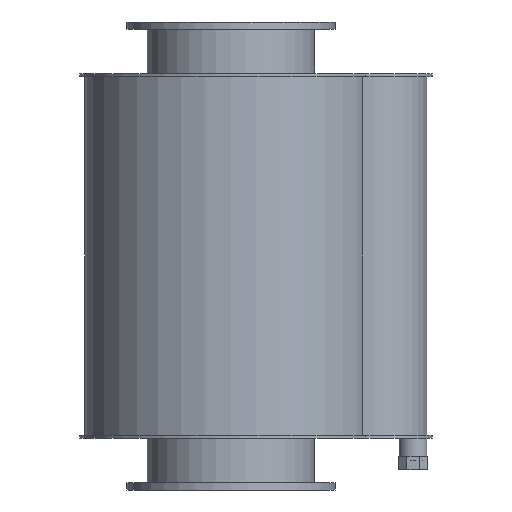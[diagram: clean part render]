
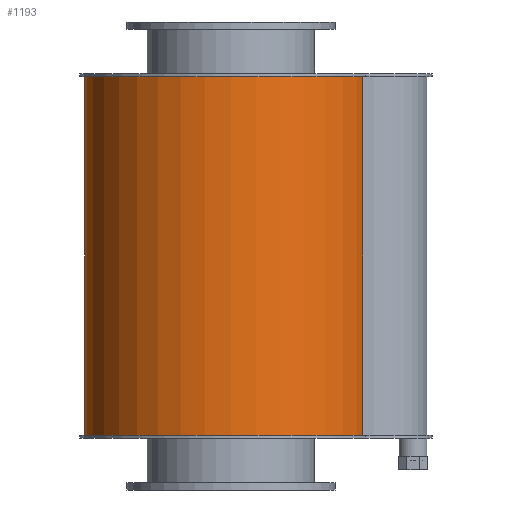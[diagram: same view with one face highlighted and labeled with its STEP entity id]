
A CAD part, left-side view. The second image highlights one B-rep face of the part: STEP entity #1193.
In plain terms, the highlighted cylindrical face has radius 400 mm (diameter 800 mm), a full revolution.
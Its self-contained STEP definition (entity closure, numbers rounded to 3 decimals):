
#240=FACE_BOUND('',#493,.T.);
#315=FACE_OUTER_BOUND('',#492,.T.);
#492=EDGE_LOOP('',(#1070));
#493=EDGE_LOOP('',(#1071));
#586=CIRCLE('',#1368,400.);
#587=CIRCLE('',#1369,400.);
#696=VERTEX_POINT('',#2046);
#697=VERTEX_POINT('',#2048);
#822=EDGE_CURVE('',#696,#696,#586,.T.);
#823=EDGE_CURVE('',#697,#697,#587,.T.);
#1070=ORIENTED_EDGE('',*,*,#822,.T.);
#1071=ORIENTED_EDGE('',*,*,#823,.F.);
#1120=CYLINDRICAL_SURFACE('',#1367,400.);
#1193=ADVANCED_FACE('',(#315,#240),#1120,.T.);
#1367=AXIS2_PLACEMENT_3D('',#2045,#1730,#1731);
#1368=AXIS2_PLACEMENT_3D('',#2047,#1732,#1733);
#1369=AXIS2_PLACEMENT_3D('',#2049,#1734,#1735);
#1730=DIRECTION('center_axis',(0.,0.,1.));
#1731=DIRECTION('ref_axis',(-1.,0.,0.));
#1732=DIRECTION('center_axis',(0.,0.,-1.));
#1733=DIRECTION('ref_axis',(-1.,0.,0.));
#1734=DIRECTION('center_axis',(0.,0.,-1.));
#1735=DIRECTION('ref_axis',(-1.,0.,0.));
#2045=CARTESIAN_POINT('Origin',(0.,0.,0.));
#2046=CARTESIAN_POINT('',(400.,0.,980.));
#2047=CARTESIAN_POINT('Origin',(0.,0.,980.));
#2048=CARTESIAN_POINT('',(400.,0.,0.));
#2049=CARTESIAN_POINT('Origin',(0.,0.,0.));
